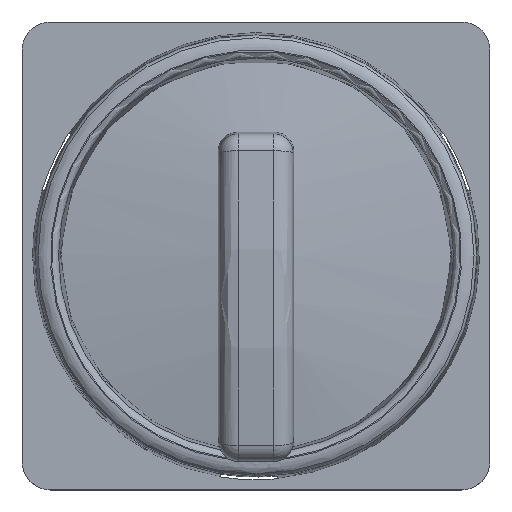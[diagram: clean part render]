
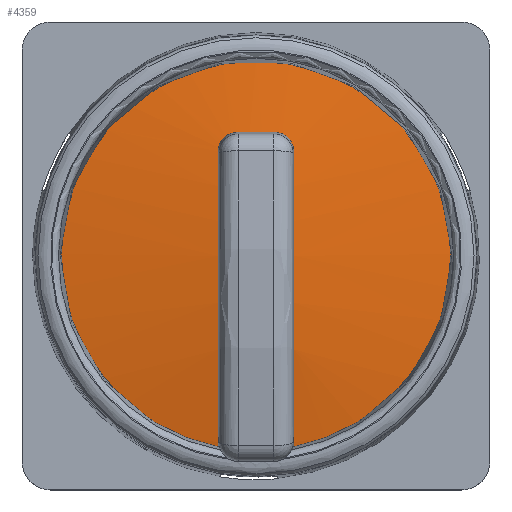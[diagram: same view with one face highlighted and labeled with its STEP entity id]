
A CAD part, top view. The second image highlights one B-rep face of the part: STEP entity #4359.
In plain terms, the highlighted spherical face has radius 145 mm.
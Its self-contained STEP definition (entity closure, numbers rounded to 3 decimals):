
#3363=CARTESIAN_POINT('',(117.142,116.514,64.852));
#3364=VERTEX_POINT('',#3363);
#3365=CARTESIAN_POINT('',(117.141,116.514,64.852));
#3366=VERTEX_POINT('',#3365);
#3367=CARTESIAN_POINT('',(111.688,116.514,-80.045));
#3368=DIRECTION('',(0.0,-1.0,0.0));
#3369=DIRECTION('',(0.0,0.0,-1.0));
#3370=AXIS2_PLACEMENT_3D('',#3367,#3368,#3369);
#3371=CIRCLE('',#3370,145.0);
#3372=EDGE_CURVE('',#3364,#3366,#3371,.T.);
#3507=CARTESIAN_POINT('',(106.228,131.6,64.064));
#3508=VERTEX_POINT('',#3507);
#3515=CARTESIAN_POINT('',(106.234,116.514,64.852));
#3516=VERTEX_POINT('',#3515);
#3517=CARTESIAN_POINT('',(105.098,116.514,-79.994));
#3518=DIRECTION('',(1.,0.0,-0.008));
#3519=DIRECTION('',(-0.008,0.0,-1.));
#3520=AXIS2_PLACEMENT_3D('',#3517,#3518,#3519);
#3521=CIRCLE('',#3520,144.85);
#3522=EDGE_CURVE('',#3508,#3516,#3521,.T.);
#3564=CARTESIAN_POINT('',(108.976,134.354,63.827));
#3565=VERTEX_POINT('',#3564);
#3566=CARTESIAN_POINT('',(114.401,134.354,63.827));
#3567=VERTEX_POINT('',#3566);
#3568=CARTESIAN_POINT('',(111.688,136.86,-79.69));
#3569=DIRECTION('',(0.0,1.,0.017));
#3570=DIRECTION('',(0.0,-0.017,1.));
#3571=AXIS2_PLACEMENT_3D('',#3568,#3569,#3570);
#3572=CIRCLE('',#3571,143.565);
#3573=EDGE_CURVE('',#3565,#3567,#3572,.T.);
#3605=CARTESIAN_POINT('',(106.235,116.514,64.852));
#3606=VERTEX_POINT('',#3605);
#3607=CARTESIAN_POINT('',(111.688,116.514,-80.045));
#3608=DIRECTION('',(0.0,-1.0,0.0));
#3609=DIRECTION('',(0.0,0.0,-1.0));
#3610=AXIS2_PLACEMENT_3D('',#3607,#3608,#3609);
#3611=CIRCLE('',#3610,145.0);
#3612=EDGE_CURVE('',#3606,#3516,#3611,.T.);
#3630=CARTESIAN_POINT('',(117.148,131.6,64.064));
#3631=VERTEX_POINT('',#3630);
#3632=CARTESIAN_POINT('',(118.278,116.514,-79.994));
#3633=DIRECTION('',(-1.,0.0,-0.008));
#3634=DIRECTION('',(-0.008,0.0,1.));
#3635=AXIS2_PLACEMENT_3D('',#3632,#3633,#3634);
#3636=CIRCLE('',#3635,144.85);
#3637=EDGE_CURVE('',#3364,#3631,#3636,.T.);
#3679=CARTESIAN_POINT('',(106.228,131.6,64.064));
#3680=CARTESIAN_POINT('',(106.228,131.946,64.028));
#3681=CARTESIAN_POINT('',(106.296,132.315,63.991));
#3682=CARTESIAN_POINT('',(106.577,132.995,63.925));
#3683=CARTESIAN_POINT('',(106.789,133.305,63.896));
#3684=CARTESIAN_POINT('',(107.278,133.794,63.854));
#3685=CARTESIAN_POINT('',(107.586,134.005,63.838));
#3686=CARTESIAN_POINT('',(108.263,134.286,63.821));
#3687=CARTESIAN_POINT('',(108.631,134.355,63.821));
#3688=CARTESIAN_POINT('',(108.976,134.354,63.827));
#3689=B_SPLINE_CURVE_WITH_KNOTS('',3,(#3679,#3680,#3681,#3682,#3683,#3684,#3685,#3686,#3687,#3688),.UNSPECIFIED.,.F.,.U.,(4,2,2,2,4),(0.416,0.521,0.625,0.728,0.832),.UNSPECIFIED.);
#3690=EDGE_CURVE('',#3508,#3565,#3689,.T.);
#3709=CARTESIAN_POINT('',(114.401,134.354,63.827));
#3710=CARTESIAN_POINT('',(114.745,134.355,63.821));
#3711=CARTESIAN_POINT('',(115.113,134.286,63.821));
#3712=CARTESIAN_POINT('',(115.79,134.005,63.838));
#3713=CARTESIAN_POINT('',(116.098,133.794,63.854));
#3714=CARTESIAN_POINT('',(116.587,133.305,63.896));
#3715=CARTESIAN_POINT('',(116.799,132.995,63.925));
#3716=CARTESIAN_POINT('',(117.08,132.315,63.991));
#3717=CARTESIAN_POINT('',(117.149,131.946,64.028));
#3718=CARTESIAN_POINT('',(117.148,131.6,64.064));
#3719=B_SPLINE_CURVE_WITH_KNOTS('',3,(#3709,#3710,#3711,#3712,#3713,#3714,#3715,#3716,#3717,#3718),.UNSPECIFIED.,.F.,.U.,(4,2,2,2,4),(0.,0.103,0.207,0.311,0.416),.UNSPECIFIED.);
#3720=EDGE_CURVE('',#3567,#3631,#3719,.T.);
#4173=CARTESIAN_POINT('',(106.215,89.624,62.334));
#4174=VERTEX_POINT('',#4173);
#4181=CARTESIAN_POINT('',(106.298,88.948,62.208));
#4182=VERTEX_POINT('',#4181);
#4183=CARTESIAN_POINT('',(106.215,89.624,62.334));
#4184=CARTESIAN_POINT('',(106.215,89.511,62.313));
#4185=CARTESIAN_POINT('',(106.222,89.396,62.291));
#4186=CARTESIAN_POINT('',(106.236,89.283,62.27));
#4187=CARTESIAN_POINT('',(106.247,89.193,62.253));
#4188=CARTESIAN_POINT('',(106.263,89.103,62.237));
#4189=CARTESIAN_POINT('',(106.283,89.013,62.22));
#4190=CARTESIAN_POINT('',(106.288,88.992,62.216));
#4191=CARTESIAN_POINT('',(106.293,88.97,62.212));
#4192=CARTESIAN_POINT('',(106.298,88.948,62.208));
#4193=B_SPLINE_CURVE_WITH_KNOTS('',3,(#4183,#4184,#4185,#4186,#4187,#4188,#4189,#4190,#4191,#4192),.UNSPECIFIED.,.F.,.U.,(4,3,3,4),(0.,0.035,0.063,0.069),.UNSPECIFIED.);
#4194=EDGE_CURVE('',#4174,#4182,#4193,.T.);
#4232=CARTESIAN_POINT('',(106.215,89.624,62.334));
#4233=CARTESIAN_POINT('',(106.222,94.055,63.171));
#4234=CARTESIAN_POINT('',(106.227,98.521,63.801));
#4235=CARTESIAN_POINT('',(106.233,107.499,64.641));
#4236=CARTESIAN_POINT('',(106.235,112.006,64.852));
#4237=CARTESIAN_POINT('',(106.235,116.514,64.852));
#4238=B_SPLINE_CURVE_WITH_KNOTS('',3,(#4232,#4233,#4234,#4235,#4236,#4237),.UNSPECIFIED.,.F.,.U.,(4,2,4),(0.,1.353,2.705),.UNSPECIFIED.);
#4239=EDGE_CURVE('',#4174,#3606,#4238,.T.);
#4273=CARTESIAN_POINT('',(117.161,89.624,62.334));
#4274=VERTEX_POINT('',#4273);
#4275=CARTESIAN_POINT('',(117.141,116.514,64.852));
#4276=CARTESIAN_POINT('',(117.141,112.006,64.852));
#4277=CARTESIAN_POINT('',(117.143,107.499,64.641));
#4278=CARTESIAN_POINT('',(117.15,98.521,63.801));
#4279=CARTESIAN_POINT('',(117.155,94.055,63.171));
#4280=CARTESIAN_POINT('',(117.161,89.624,62.334));
#4281=B_SPLINE_CURVE_WITH_KNOTS('',3,(#4275,#4276,#4277,#4278,#4279,#4280),.UNSPECIFIED.,.F.,.U.,(4,2,4),(0.,1.353,2.705),.UNSPECIFIED.);
#4282=EDGE_CURVE('',#3366,#4274,#4281,.T.);
#4308=CARTESIAN_POINT('',(117.078,88.948,62.208));
#4309=VERTEX_POINT('',#4308);
#4316=CARTESIAN_POINT('',(117.078,88.948,62.208));
#4317=CARTESIAN_POINT('',(117.084,88.971,62.212));
#4318=CARTESIAN_POINT('',(117.089,88.994,62.217));
#4319=CARTESIAN_POINT('',(117.094,89.017,62.221));
#4320=CARTESIAN_POINT('',(117.114,89.105,62.237));
#4321=CARTESIAN_POINT('',(117.129,89.194,62.254));
#4322=CARTESIAN_POINT('',(117.141,89.284,62.27));
#4323=CARTESIAN_POINT('',(117.154,89.397,62.291));
#4324=CARTESIAN_POINT('',(117.161,89.51,62.313));
#4325=CARTESIAN_POINT('',(117.161,89.624,62.334));
#4326=B_SPLINE_CURVE_WITH_KNOTS('',3,(#4316,#4317,#4318,#4319,#4320,#4321,#4322,#4323,#4324,#4325),.UNSPECIFIED.,.F.,.U.,(4,3,3,4),(0.,0.007,0.035,0.069),.UNSPECIFIED.);
#4327=EDGE_CURVE('',#4309,#4274,#4326,.T.);
#4334=CARTESIAN_POINT('',(111.688,116.514,-80.045));
#4335=DIRECTION('',(0.0,0.0,1.0));
#4336=DIRECTION('',(1.0,0.0,0.0));
#4337=AXIS2_PLACEMENT_3D('',#4334,#4335,#4336);
#4338=SPHERICAL_SURFACE('',#4337,145.0);
#4339=ORIENTED_EDGE('',*,*,#4194,.F.);
#4340=ORIENTED_EDGE('',*,*,#4239,.T.);
#4341=ORIENTED_EDGE('',*,*,#3612,.T.);
#4342=ORIENTED_EDGE('',*,*,#3522,.F.);
#4343=ORIENTED_EDGE('',*,*,#3690,.T.);
#4344=ORIENTED_EDGE('',*,*,#3573,.T.);
#4345=ORIENTED_EDGE('',*,*,#3720,.T.);
#4346=ORIENTED_EDGE('',*,*,#3637,.F.);
#4347=ORIENTED_EDGE('',*,*,#3372,.T.);
#4348=ORIENTED_EDGE('',*,*,#4282,.T.);
#4349=ORIENTED_EDGE('',*,*,#4327,.F.);
#4350=CARTESIAN_POINT('',(111.688,116.514,62.208));
#4351=DIRECTION('',(0.0,0.0,1.0));
#4352=DIRECTION('',(0.0,-1.0,0.0));
#4353=AXIS2_PLACEMENT_3D('',#4350,#4351,#4352);
#4354=CIRCLE('',#4353,28.088);
#4355=EDGE_CURVE('',#4309,#4182,#4354,.T.);
#4356=ORIENTED_EDGE('',*,*,#4355,.T.);
#4357=EDGE_LOOP('',(#4339,#4340,#4341,#4342,#4343,#4344,#4345,#4346,#4347,#4348,#4349,#4356));
#4358=FACE_OUTER_BOUND('',#4357,.T.);
#4359=ADVANCED_FACE('',(#4358),#4338,.T.);
